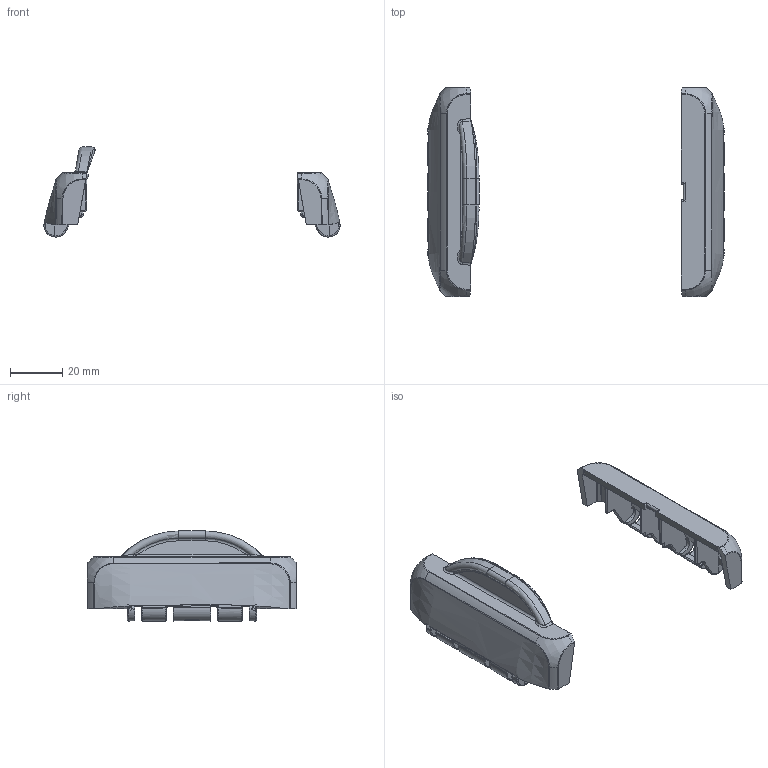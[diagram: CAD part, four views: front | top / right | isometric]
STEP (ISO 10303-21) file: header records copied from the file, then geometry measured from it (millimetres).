
FILE_DESCRIPTION(/* description */ (''),/* implementation_level */ '2;1');
FILE_NAME(/* name */ 'B-SC HB 08_3Dsym.stp',/* time_stamp */ '2014-04-03T09:47:44+02:00',/* author */ ('haertel'),/* organization */ (''),/* preprocessor_version */ 'ST-DEVELOPER v15.2',/* originating_system */ 'Autodesk Inventor 2014',/* authorisation */ '');
FILE_SCHEMA (('AUTOMOTIVE_DESIGN { 1 0 10303 214 3 1 1 }'));
Products named in the file (3): 1010348_3Dsym; 1010666_3Dsym; B-SC HB 08_3Dsym
Bounding box: 113 x 80 x 34.35 mm (x, y, z)
Volume: 17061.6 mm3; surface area: 16207 mm2
Topology: 2 solids, 2 shells, 731 faces, 1973 edges, 1247 vertices
Faces by surface type: bspline 269, plane 237, cylinder 209, sphere 10, torus 4, cone 2
Full cylindrical faces by diameter (mm): 4 x2
Entity records: 64125 total; most frequent: CARTESIAN_POINT 47307, ORIENTED_EDGE 3930, DIRECTION 2905, EDGE_CURVE 1965, VERTEX_POINT 1245, AXIS2_PLACEMENT_3D 1083, LINE 739, VECTOR 739
